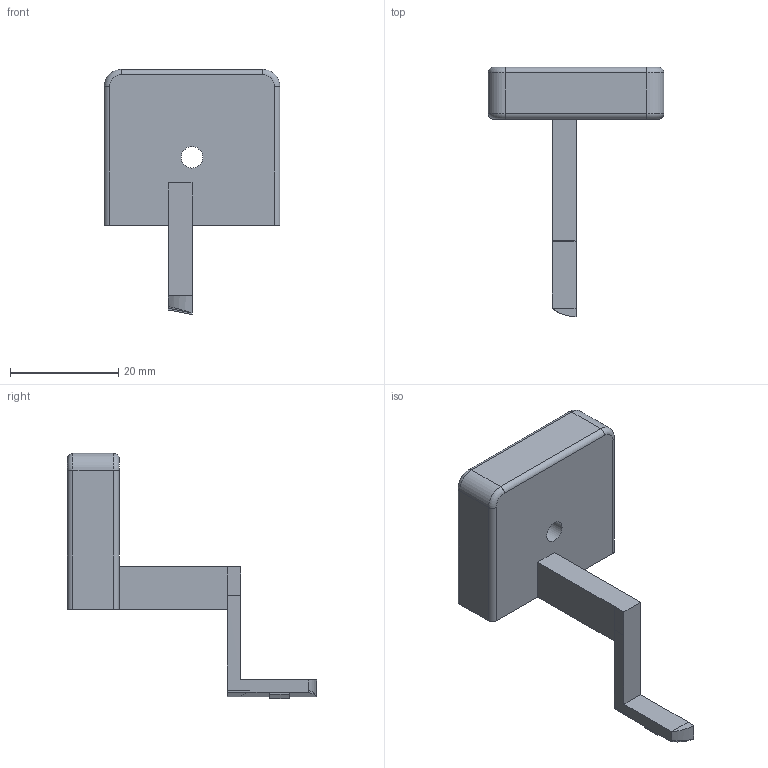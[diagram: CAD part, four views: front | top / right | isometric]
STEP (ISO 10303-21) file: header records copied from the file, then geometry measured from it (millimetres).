
FILE_DESCRIPTION(/* description */ (''),/* implementation_level */ '2;1');
FILE_NAME(/* name */ 'Cxn Base Renewed Design #7.step',/* time_stamp */ '2024-06-17T20:52:56-04:00',/* author */ (''),/* organization */ (''),/* preprocessor_version */ 'ST-DEVELOPER v20',/* originating_system */ 'Autodesk Translation Framework v12.20.1.177',/* authorisation */ '');
FILE_SCHEMA (('AUTOMOTIVE_DESIGN { 1 0 10303 214 3 1 1 }'));
Length unit declared in the file: millimetre
Products named in the file (3): #1679; Prism (Half) v1(Mirror); PartCantilever v1
Assembly tree (2 placements, depth 2):
  #1679
    Prism (Half) v1(Mirror)
    PartCantilever v1
Bounding box: 32.54 x 46.1 x 45.39 mm (x, y, z)
Volume: 5656.8 mm3; surface area: 4389.4 mm2
Topology: 3 solids, 3 shells, 56 faces, 132 edges, 81 vertices
Faces by surface type: plane 38, cylinder 11, torus 4, bspline 3
Full cylindrical faces by diameter (mm): 4.014 x1
Entity records: 1697 total; most frequent: CARTESIAN_POINT 291, DIRECTION 278, ORIENTED_EDGE 264, EDGE_CURVE 132, LINE 100, VECTOR 100, AXIS2_PLACEMENT_3D 89, VERTEX_POINT 81
